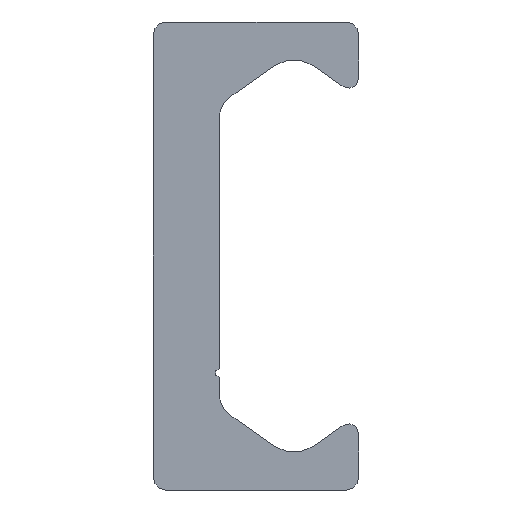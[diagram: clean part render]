
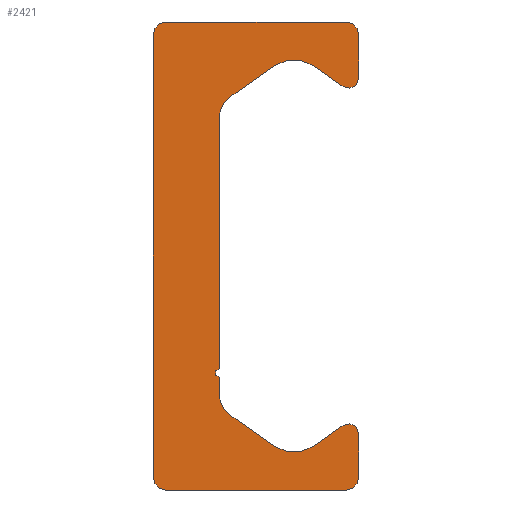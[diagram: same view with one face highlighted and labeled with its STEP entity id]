
A CAD part, left-side view. The second image highlights one B-rep face of the part: STEP entity #2421.
In plain terms, the highlighted planar face has unit normal (-1, 0, 0).
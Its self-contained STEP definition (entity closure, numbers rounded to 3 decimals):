
#1524=CARTESIAN_POINT('',(0.0,5.4,-14.));
#1525=VERTEX_POINT('',#1524);
#1532=CARTESIAN_POINT('',(0.0,6.15,-13.25));
#1533=VERTEX_POINT('',#1532);
#1534=CARTESIAN_POINT('',(0.0,5.4,-13.25));
#1535=DIRECTION('',(1.0,0.0,0.0));
#1536=DIRECTION('',(0.0,0.0,-1.0));
#1537=AXIS2_PLACEMENT_3D('',#1534,#1535,#1536);
#1538=CIRCLE('',#1537,0.75);
#1539=EDGE_CURVE('',#1525,#1533,#1538,.T.);
#1563=CARTESIAN_POINT('',(0.0,-5.4,-14.));
#1564=VERTEX_POINT('',#1563);
#1571=CARTESIAN_POINT('',(0.0,-5.4,-14.));
#1572=DIRECTION('',(0.0,1.0,0.0));
#1573=VECTOR('',#1572,10.8);
#1574=LINE('',#1571,#1573);
#1575=EDGE_CURVE('',#1564,#1525,#1574,.T.);
#1595=CARTESIAN_POINT('',(0.0,-6.15,-13.25));
#1596=VERTEX_POINT('',#1595);
#1603=CARTESIAN_POINT('',(0.0,-5.4,-13.25));
#1604=DIRECTION('',(1.0,0.0,0.0));
#1605=DIRECTION('',(0.0,-1.0,0.0));
#1606=AXIS2_PLACEMENT_3D('',#1603,#1604,#1605);
#1607=CIRCLE('',#1606,0.75);
#1608=EDGE_CURVE('',#1596,#1564,#1607,.T.);
#1627=CARTESIAN_POINT('',(0.0,-6.15,-10.63));
#1628=VERTEX_POINT('',#1627);
#1635=CARTESIAN_POINT('',(0.0,-6.15,-10.63));
#1636=DIRECTION('',(0.0,0.0,-1.0));
#1637=VECTOR('',#1636,2.62);
#1638=LINE('',#1635,#1637);
#1639=EDGE_CURVE('',#1628,#1596,#1638,.T.);
#1659=CARTESIAN_POINT('',(0.0,-5.206,-10.139));
#1660=VERTEX_POINT('',#1659);
#1667=CARTESIAN_POINT('',(0.0,-5.55,-10.63));
#1668=DIRECTION('',(1.0,0.0,0.0));
#1669=DIRECTION('',(0.0,0.574,0.819));
#1670=AXIS2_PLACEMENT_3D('',#1667,#1668,#1669);
#1671=CIRCLE('',#1670,0.6);
#1672=EDGE_CURVE('',#1660,#1628,#1671,.T.);
#1691=CARTESIAN_POINT('',(0.0,-3.417,-11.391));
#1692=VERTEX_POINT('',#1691);
#1699=CARTESIAN_POINT('',(0.0,-3.417,-11.391));
#1700=DIRECTION('',(0.0,-0.819,0.574));
#1701=VECTOR('',#1700,2.184);
#1702=LINE('',#1699,#1701);
#1703=EDGE_CURVE('',#1692,#1660,#1702,.T.);
#1723=CARTESIAN_POINT('',(0.0,-1.123,-11.391));
#1724=VERTEX_POINT('',#1723);
#1731=CARTESIAN_POINT('',(0.0,-2.27,-9.753));
#1732=DIRECTION('',(-1.0,0.0,0.0));
#1733=DIRECTION('',(0.0,0.574,0.819));
#1734=AXIS2_PLACEMENT_3D('',#1731,#1732,#1733);
#1735=CIRCLE('',#1734,2.0);
#1736=EDGE_CURVE('',#1724,#1692,#1735,.T.);
#1755=CARTESIAN_POINT('',(0.0,1.56,-9.512));
#1756=VERTEX_POINT('',#1755);
#1763=CARTESIAN_POINT('',(0.0,1.56,-9.512));
#1764=DIRECTION('',(0.0,-0.819,-0.574));
#1765=VECTOR('',#1764,3.276);
#1766=LINE('',#1763,#1765);
#1767=EDGE_CURVE('',#1756,#1724,#1766,.T.);
#1787=CARTESIAN_POINT('',(0.0,2.2,-8.283));
#1788=VERTEX_POINT('',#1787);
#1795=CARTESIAN_POINT('',(0.0,0.7,-8.283));
#1796=DIRECTION('',(-1.0,0.0,0.0));
#1797=DIRECTION('',(0.0,-0.574,0.819));
#1798=AXIS2_PLACEMENT_3D('',#1795,#1796,#1797);
#1799=CIRCLE('',#1798,1.5);
#1800=EDGE_CURVE('',#1788,#1756,#1799,.T.);
#1819=CARTESIAN_POINT('',(0.0,2.2,-7.25));
#1820=VERTEX_POINT('',#1819);
#1827=CARTESIAN_POINT('',(0.0,2.2,-7.25));
#1828=DIRECTION('',(0.0,0.0,-1.0));
#1829=VECTOR('',#1828,1.033);
#1830=LINE('',#1827,#1829);
#1831=EDGE_CURVE('',#1820,#1788,#1830,.T.);
#1851=CARTESIAN_POINT('',(0.0,2.2,-6.75));
#1852=VERTEX_POINT('',#1851);
#1859=CARTESIAN_POINT('',(0.0,2.2,-7.));
#1860=DIRECTION('',(-1.0,0.0,0.0));
#1861=DIRECTION('',(0.0,0.0,1.0));
#1862=AXIS2_PLACEMENT_3D('',#1859,#1860,#1861);
#1863=CIRCLE('',#1862,0.25);
#1864=EDGE_CURVE('',#1852,#1820,#1863,.T.);
#1883=CARTESIAN_POINT('',(0.0,2.2,8.283));
#1884=VERTEX_POINT('',#1883);
#1891=CARTESIAN_POINT('',(0.0,2.2,8.283));
#1892=DIRECTION('',(0.0,0.0,-1.0));
#1893=VECTOR('',#1892,15.033);
#1894=LINE('',#1891,#1893);
#1895=EDGE_CURVE('',#1884,#1852,#1894,.T.);
#2005=CARTESIAN_POINT('',(0.0,1.56,9.512));
#2006=VERTEX_POINT('',#2005);
#2013=CARTESIAN_POINT('',(0.0,0.7,8.283));
#2014=DIRECTION('',(-1.0,0.0,0.0));
#2015=DIRECTION('',(0.0,-1.0,0.0));
#2016=AXIS2_PLACEMENT_3D('',#2013,#2014,#2015);
#2017=CIRCLE('',#2016,1.5);
#2018=EDGE_CURVE('',#2006,#1884,#2017,.T.);
#2037=CARTESIAN_POINT('',(0.0,-1.123,11.391));
#2038=VERTEX_POINT('',#2037);
#2045=CARTESIAN_POINT('',(0.0,-1.123,11.391));
#2046=DIRECTION('',(0.0,0.819,-0.574));
#2047=VECTOR('',#2046,3.276);
#2048=LINE('',#2045,#2047);
#2049=EDGE_CURVE('',#2038,#2006,#2048,.T.);
#2069=CARTESIAN_POINT('',(0.0,-3.417,11.391));
#2070=VERTEX_POINT('',#2069);
#2077=CARTESIAN_POINT('',(0.0,-2.27,9.753));
#2078=DIRECTION('',(-1.0,0.0,0.0));
#2079=DIRECTION('',(0.0,-0.574,-0.819));
#2080=AXIS2_PLACEMENT_3D('',#2077,#2078,#2079);
#2081=CIRCLE('',#2080,2.0);
#2082=EDGE_CURVE('',#2070,#2038,#2081,.T.);
#2101=CARTESIAN_POINT('',(0.0,-5.206,10.139));
#2102=VERTEX_POINT('',#2101);
#2109=CARTESIAN_POINT('',(0.0,-5.206,10.139));
#2110=DIRECTION('',(0.0,0.819,0.574));
#2111=VECTOR('',#2110,2.184);
#2112=LINE('',#2109,#2111);
#2113=EDGE_CURVE('',#2102,#2070,#2112,.T.);
#2133=CARTESIAN_POINT('',(0.0,-6.15,10.63));
#2134=VERTEX_POINT('',#2133);
#2141=CARTESIAN_POINT('',(0.0,-5.55,10.63));
#2142=DIRECTION('',(1.0,0.0,0.0));
#2143=DIRECTION('',(0.0,-1.0,0.0));
#2144=AXIS2_PLACEMENT_3D('',#2141,#2142,#2143);
#2145=CIRCLE('',#2144,0.6);
#2146=EDGE_CURVE('',#2134,#2102,#2145,.T.);
#2165=CARTESIAN_POINT('',(0.0,-6.15,13.25));
#2166=VERTEX_POINT('',#2165);
#2173=CARTESIAN_POINT('',(0.0,-6.15,13.25));
#2174=DIRECTION('',(0.0,0.0,-1.0));
#2175=VECTOR('',#2174,2.62);
#2176=LINE('',#2173,#2175);
#2177=EDGE_CURVE('',#2166,#2134,#2176,.T.);
#2197=CARTESIAN_POINT('',(0.0,-5.4,14.));
#2198=VERTEX_POINT('',#2197);
#2205=CARTESIAN_POINT('',(0.0,-5.4,13.25));
#2206=DIRECTION('',(1.0,0.0,0.0));
#2207=DIRECTION('',(0.0,0.0,1.0));
#2208=AXIS2_PLACEMENT_3D('',#2205,#2206,#2207);
#2209=CIRCLE('',#2208,0.75);
#2210=EDGE_CURVE('',#2198,#2166,#2209,.T.);
#2229=CARTESIAN_POINT('',(0.0,5.4,14.));
#2230=VERTEX_POINT('',#2229);
#2237=CARTESIAN_POINT('',(0.0,5.4,14.));
#2238=DIRECTION('',(0.0,-1.0,0.0));
#2239=VECTOR('',#2238,10.8);
#2240=LINE('',#2237,#2239);
#2241=EDGE_CURVE('',#2230,#2198,#2240,.T.);
#2261=CARTESIAN_POINT('',(0.0,6.15,13.25));
#2262=VERTEX_POINT('',#2261);
#2269=CARTESIAN_POINT('',(0.0,5.4,13.25));
#2270=DIRECTION('',(1.0,0.0,0.0));
#2271=DIRECTION('',(0.0,1.0,0.0));
#2272=AXIS2_PLACEMENT_3D('',#2269,#2270,#2271);
#2273=CIRCLE('',#2272,0.75);
#2274=EDGE_CURVE('',#2262,#2230,#2273,.T.);
#2292=CARTESIAN_POINT('',(0.0,6.15,-13.25));
#2293=DIRECTION('',(0.0,0.0,1.0));
#2294=VECTOR('',#2293,26.5);
#2295=LINE('',#2292,#2294);
#2296=EDGE_CURVE('',#1533,#2262,#2295,.T.);
#2392=CARTESIAN_POINT('',(0.0,1.352,-0.021));
#2393=DIRECTION('',(1.0,0.0,0.0));
#2394=DIRECTION('',(0.0,0.0,-1.0));
#2395=AXIS2_PLACEMENT_3D('',#2392,#2393,#2394);
#2396=PLANE('',#2395);
#2397=ORIENTED_EDGE('',*,*,#2296,.F.);
#2398=ORIENTED_EDGE('',*,*,#1539,.F.);
#2399=ORIENTED_EDGE('',*,*,#1575,.F.);
#2400=ORIENTED_EDGE('',*,*,#1608,.F.);
#2401=ORIENTED_EDGE('',*,*,#1639,.F.);
#2402=ORIENTED_EDGE('',*,*,#1672,.F.);
#2403=ORIENTED_EDGE('',*,*,#1703,.F.);
#2404=ORIENTED_EDGE('',*,*,#1736,.F.);
#2405=ORIENTED_EDGE('',*,*,#1767,.F.);
#2406=ORIENTED_EDGE('',*,*,#1800,.F.);
#2407=ORIENTED_EDGE('',*,*,#1831,.F.);
#2408=ORIENTED_EDGE('',*,*,#1864,.F.);
#2409=ORIENTED_EDGE('',*,*,#1895,.F.);
#2410=ORIENTED_EDGE('',*,*,#2018,.F.);
#2411=ORIENTED_EDGE('',*,*,#2049,.F.);
#2412=ORIENTED_EDGE('',*,*,#2082,.F.);
#2413=ORIENTED_EDGE('',*,*,#2113,.F.);
#2414=ORIENTED_EDGE('',*,*,#2146,.F.);
#2415=ORIENTED_EDGE('',*,*,#2177,.F.);
#2416=ORIENTED_EDGE('',*,*,#2210,.F.);
#2417=ORIENTED_EDGE('',*,*,#2241,.F.);
#2418=ORIENTED_EDGE('',*,*,#2274,.F.);
#2419=EDGE_LOOP('',(#2397,#2398,#2399,#2400,#2401,#2402,#2403,#2404,#2405,#2406,#2407,#2408,#2409,#2410,#2411,#2412,#2413,#2414,#2415,#2416,#2417,#2418));
#2420=FACE_OUTER_BOUND('',#2419,.T.);
#2421=ADVANCED_FACE('',(#2420),#2396,.F.);
